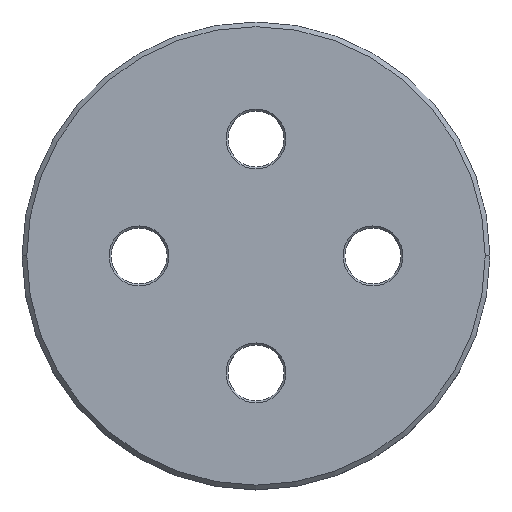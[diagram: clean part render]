
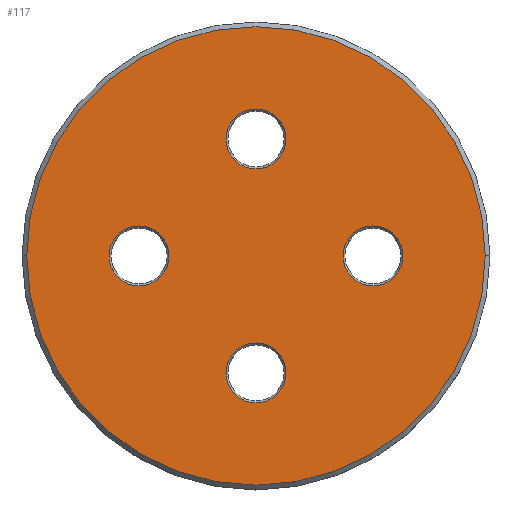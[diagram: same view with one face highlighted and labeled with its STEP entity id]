
A CAD part, top view. The second image highlights one B-rep face of the part: STEP entity #117.
In plain terms, the highlighted planar face has unit normal (0, 0, 1).
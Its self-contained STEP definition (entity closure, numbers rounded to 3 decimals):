
#117=ADVANCED_FACE('',(#229,#230,#231,#232,#233),#234,.T.);
#229=FACE_BOUND('',#341,.T.);
#230=FACE_BOUND('',#342,.T.);
#231=FACE_BOUND('',#343,.T.);
#232=FACE_BOUND('',#344,.T.);
#233=FACE_OUTER_BOUND('',#345,.T.);
#234=PLANE('',#346);
#341=EDGE_LOOP('',(#597,#598));
#342=EDGE_LOOP('',(#599,#600));
#343=EDGE_LOOP('',(#601,#602));
#344=EDGE_LOOP('',(#603,#604));
#345=EDGE_LOOP('',(#605,#606));
#346=AXIS2_PLACEMENT_3D('',#607,#608,#609);
#597=ORIENTED_EDGE('',*,*,#696,.T.);
#598=ORIENTED_EDGE('',*,*,#679,.T.);
#599=ORIENTED_EDGE('',*,*,#703,.T.);
#600=ORIENTED_EDGE('',*,*,#666,.T.);
#601=ORIENTED_EDGE('',*,*,#710,.T.);
#602=ORIENTED_EDGE('',*,*,#653,.T.);
#603=ORIENTED_EDGE('',*,*,#717,.T.);
#604=ORIENTED_EDGE('',*,*,#640,.T.);
#605=ORIENTED_EDGE('',*,*,#629,.T.);
#606=ORIENTED_EDGE('',*,*,#724,.T.);
#607=CARTESIAN_POINT('',(12.25,0.0,10.0));
#608=DIRECTION('',(0.0,0.0,1.0));
#609=DIRECTION('',(1.0,-0.0,-0.0));
#629=EDGE_CURVE('',#730,#734,#736,.T.);
#640=EDGE_CURVE('',#753,#750,#754,.T.);
#653=EDGE_CURVE('',#774,#771,#775,.T.);
#666=EDGE_CURVE('',#795,#792,#796,.T.);
#679=EDGE_CURVE('',#816,#813,#817,.T.);
#696=EDGE_CURVE('',#813,#816,#839,.T.);
#703=EDGE_CURVE('',#792,#795,#846,.T.);
#710=EDGE_CURVE('',#771,#774,#853,.T.);
#717=EDGE_CURVE('',#750,#753,#860,.T.);
#724=EDGE_CURVE('',#734,#730,#867,.T.);
#730=VERTEX_POINT('',#873);
#734=VERTEX_POINT('',#878);
#736=CIRCLE('',#881,24.5);
#750=VERTEX_POINT('',#899);
#753=VERTEX_POINT('',#903);
#754=CIRCLE('',#904,3.2);
#771=VERTEX_POINT('',#926);
#774=VERTEX_POINT('',#930);
#775=CIRCLE('',#931,3.2);
#792=VERTEX_POINT('',#953);
#795=VERTEX_POINT('',#957);
#796=CIRCLE('',#958,3.2);
#813=VERTEX_POINT('',#980);
#816=VERTEX_POINT('',#984);
#817=CIRCLE('',#985,3.2);
#839=CIRCLE('',#1012,3.2);
#846=CIRCLE('',#1019,3.2);
#853=CIRCLE('',#1026,3.2);
#860=CIRCLE('',#1033,3.2);
#867=CIRCLE('',#1040,24.5);
#873=CARTESIAN_POINT('',(24.5,0.0,10.0));
#878=CARTESIAN_POINT('',(-24.5,0.,10.0));
#881=AXIS2_PLACEMENT_3D('',#1049,#1050,#1051);
#899=CARTESIAN_POINT('',(-9.3,0.0,10.0));
#903=CARTESIAN_POINT('',(-15.7,0.,10.0));
#904=AXIS2_PLACEMENT_3D('',#1063,#1064,#1065);
#926=CARTESIAN_POINT('',(0.0,-9.3,10.0));
#930=CARTESIAN_POINT('',(0.,-15.7,10.0));
#931=AXIS2_PLACEMENT_3D('',#1081,#1082,#1083);
#953=CARTESIAN_POINT('',(9.3,0.0,10.0));
#957=CARTESIAN_POINT('',(15.7,0.,10.0));
#958=AXIS2_PLACEMENT_3D('',#1099,#1100,#1101);
#980=CARTESIAN_POINT('',(0.0,9.3,10.0));
#984=CARTESIAN_POINT('',(0.,15.7,10.0));
#985=AXIS2_PLACEMENT_3D('',#1117,#1118,#1119);
#1012=AXIS2_PLACEMENT_3D('',#1143,#1144,#1145);
#1019=AXIS2_PLACEMENT_3D('',#1155,#1156,#1157);
#1026=AXIS2_PLACEMENT_3D('',#1167,#1168,#1169);
#1033=AXIS2_PLACEMENT_3D('',#1179,#1180,#1181);
#1040=AXIS2_PLACEMENT_3D('',#1191,#1192,#1193);
#1049=CARTESIAN_POINT('',(0.0,0.0,10.0));
#1050=DIRECTION('',(0.0,0.0,1.0));
#1051=DIRECTION('',(1.0,0.0,0.0));
#1063=CARTESIAN_POINT('',(-12.5,0.0,10.0));
#1064=DIRECTION('',(0.0,0.0,-1.0));
#1065=DIRECTION('',(1.0,0.0,0.0));
#1081=CARTESIAN_POINT('',(0.0,-12.5,10.0));
#1082=DIRECTION('',(0.0,0.0,-1.0));
#1083=DIRECTION('',(0.0,1.0,0.0));
#1099=CARTESIAN_POINT('',(12.5,0.0,10.0));
#1100=DIRECTION('',(-0.0,0.0,-1.0));
#1101=DIRECTION('',(-1.0,0.0,0.0));
#1117=CARTESIAN_POINT('',(0.0,12.5,10.0));
#1118=DIRECTION('',(-0.0,-0.0,-1.0));
#1119=DIRECTION('',(0.0,-1.0,0.0));
#1143=CARTESIAN_POINT('',(0.0,12.5,10.0));
#1144=DIRECTION('',(-0.0,-0.0,-1.0));
#1145=DIRECTION('',(0.0,-1.0,0.0));
#1155=CARTESIAN_POINT('',(12.5,0.0,10.0));
#1156=DIRECTION('',(-0.0,0.0,-1.0));
#1157=DIRECTION('',(-1.0,0.0,0.0));
#1167=CARTESIAN_POINT('',(0.0,-12.5,10.0));
#1168=DIRECTION('',(0.0,0.0,-1.0));
#1169=DIRECTION('',(0.0,1.0,0.0));
#1179=CARTESIAN_POINT('',(-12.5,0.0,10.0));
#1180=DIRECTION('',(0.0,0.0,-1.0));
#1181=DIRECTION('',(1.0,0.0,0.0));
#1191=CARTESIAN_POINT('',(0.0,0.0,10.0));
#1192=DIRECTION('',(0.0,0.0,1.0));
#1193=DIRECTION('',(1.0,0.0,0.0));
